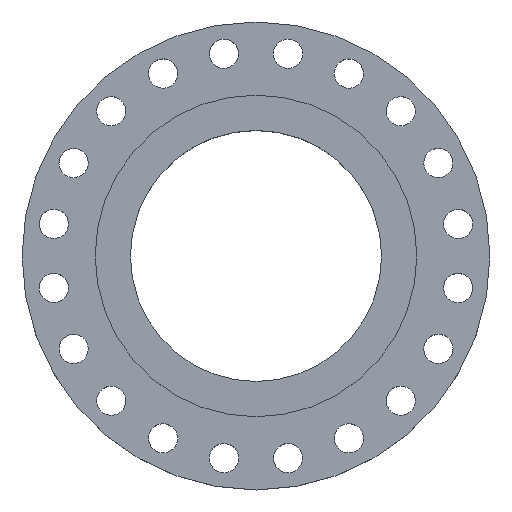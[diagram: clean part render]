
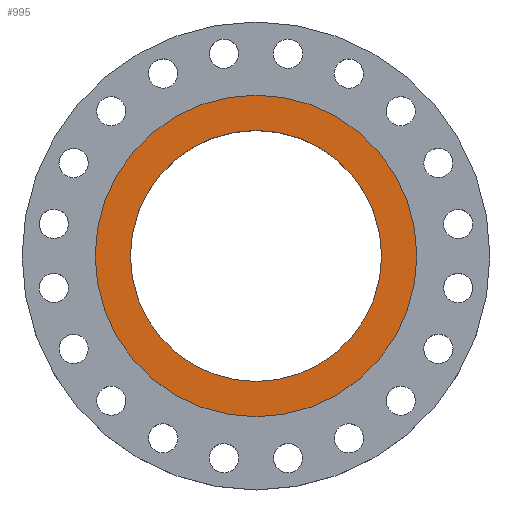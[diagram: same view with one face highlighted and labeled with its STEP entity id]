
A CAD part, top view. The second image highlights one B-rep face of the part: STEP entity #995.
In plain terms, the highlighted planar face has unit normal (0, 0, 1).
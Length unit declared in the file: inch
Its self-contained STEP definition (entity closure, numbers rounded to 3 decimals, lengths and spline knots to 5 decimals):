
#37 = PLANE ( 'NONE',  #174 ) ;
#90 = DIRECTION ( 'NONE',  ( 1., 0., 0. ) ) ;
#166 = ORIENTED_EDGE ( 'NONE', *, *, #1163, .T. ) ;
#174 = AXIS2_PLACEMENT_3D ( 'NONE', #1799, #355, #1490 ) ;
#244 = CARTESIAN_POINT ( 'NONE',  ( -6.44, 0., 0. ) ) ;
#252 = CARTESIAN_POINT ( 'NONE',  ( 0., 0., 0. ) ) ;
#355 = DIRECTION ( 'NONE',  ( 0., 0., 1. ) ) ;
#456 = DIRECTION ( 'NONE',  ( 0., 0., 1. ) ) ;
#476 = FACE_BOUND ( 'NONE', #1738, .T. ) ;
#485 = CIRCLE ( 'NONE', #911, 6.44 ) ;
#552 = DIRECTION ( 'NONE',  ( 1., 0., 0. ) ) ;
#604 = CIRCLE ( 'NONE', #1660, 8.25 ) ;
#684 = DIRECTION ( 'NONE',  ( 0., 0., 1. ) ) ;
#690 = ORIENTED_EDGE ( 'NONE', *, *, #1847, .T. ) ;
#852 = AXIS2_PLACEMENT_3D ( 'NONE', #1851, #1561, #552 ) ;
#872 = DIRECTION ( 'NONE',  ( 1., 0., 0. ) ) ;
#873 = CARTESIAN_POINT ( 'NONE',  ( -8.25, 0., 0. ) ) ;
#881 = ORIENTED_EDGE ( 'NONE', *, *, #1858, .F. ) ;
#909 = VERTEX_POINT ( 'NONE', #873 ) ;
#911 = AXIS2_PLACEMENT_3D ( 'NONE', #1887, #456, #872 ) ;
#966 = AXIS2_PLACEMENT_3D ( 'NONE', #252, #684, #1826 ) ;
#995 = ADVANCED_FACE ( 'NONE', ( #476, #1358 ), #37, .T. ) ;
#1013 = CARTESIAN_POINT ( 'NONE',  ( 8.25, 0., 0. ) ) ;
#1023 = EDGE_LOOP ( 'NONE', ( #166, #690 ) ) ;
#1163 = EDGE_CURVE ( 'NONE', #1713, #909, #1455, .T. ) ;
#1314 = EDGE_CURVE ( 'NONE', #1747, #1745, #485, .T. ) ;
#1358 = FACE_OUTER_BOUND ( 'NONE', #1023, .T. ) ;
#1379 = DIRECTION ( 'NONE',  ( 0., 0., 1. ) ) ;
#1391 = CIRCLE ( 'NONE', #852, 6.44 ) ;
#1455 = CIRCLE ( 'NONE', #966, 8.25 ) ;
#1490 = DIRECTION ( 'NONE',  ( 1., 0., 0. ) ) ;
#1533 = CARTESIAN_POINT ( 'NONE',  ( 6.44, 0., 0. ) ) ;
#1561 = DIRECTION ( 'NONE',  ( 0., 0., 1. ) ) ;
#1660 = AXIS2_PLACEMENT_3D ( 'NONE', #1685, #1379, #90 ) ;
#1685 = CARTESIAN_POINT ( 'NONE',  ( 0., 0., 0. ) ) ;
#1713 = VERTEX_POINT ( 'NONE', #1013 ) ;
#1738 = EDGE_LOOP ( 'NONE', ( #1780, #881 ) ) ;
#1745 = VERTEX_POINT ( 'NONE', #244 ) ;
#1747 = VERTEX_POINT ( 'NONE', #1533 ) ;
#1780 = ORIENTED_EDGE ( 'NONE', *, *, #1314, .F. ) ;
#1799 = CARTESIAN_POINT ( 'NONE',  ( 0., 0., 0. ) ) ;
#1826 = DIRECTION ( 'NONE',  ( 1., 0., 0. ) ) ;
#1847 = EDGE_CURVE ( 'NONE', #909, #1713, #604, .T. ) ;
#1851 = CARTESIAN_POINT ( 'NONE',  ( 0., 0., 0. ) ) ;
#1858 = EDGE_CURVE ( 'NONE', #1745, #1747, #1391, .T. ) ;
#1887 = CARTESIAN_POINT ( 'NONE',  ( 0., 0., 0. ) ) ;
